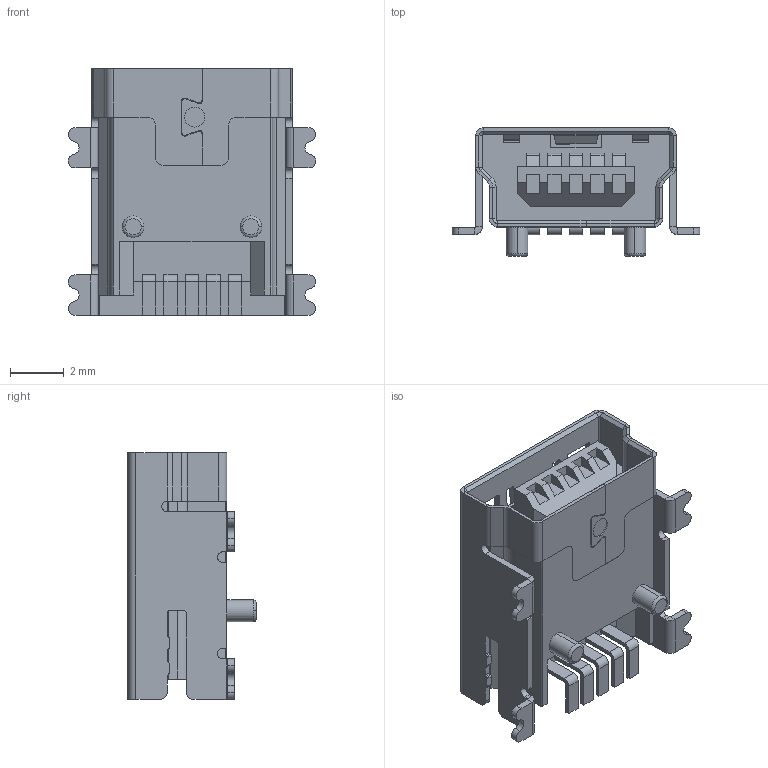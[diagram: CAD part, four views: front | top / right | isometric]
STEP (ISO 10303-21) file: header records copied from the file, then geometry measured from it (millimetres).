
FILE_DESCRIPTION (( 'STEP AP214' ), '1' );
FILE_NAME ('690-005-299-043.STEP', '2020-12-06T07:35:44', ( '' ), ( '' ), 'SwSTEP 2.0', 'SolidWorks 2017', '' );
FILE_SCHEMA (( 'AUTOMOTIVE_DESIGN' ));
Length unit declared in the file: millimetre
Products named in the file (2): 690-005-299-043
Assembly tree (1 placements, depth 2):
  690-005-299-043
    690-005-299-043
Bounding box: 9.25 x 4.79 x 9.2 mm (x, y, z)
Volume: 168.4 mm3; surface area: 549.7 mm2
Topology: 12 solids, 12 shells, 525 faces, 1373 edges, 876 vertices
Faces by surface type: plane 336, cylinder 177, cone 8, torus 4
Entity records: 16166 total; most frequent: CARTESIAN_POINT 2814, DIRECTION 2781, ORIENTED_EDGE 2746, EDGE_CURVE 1373, VECTOR 999, LINE 999, AXIS2_PLACEMENT_3D 891, VERTEX_POINT 876
